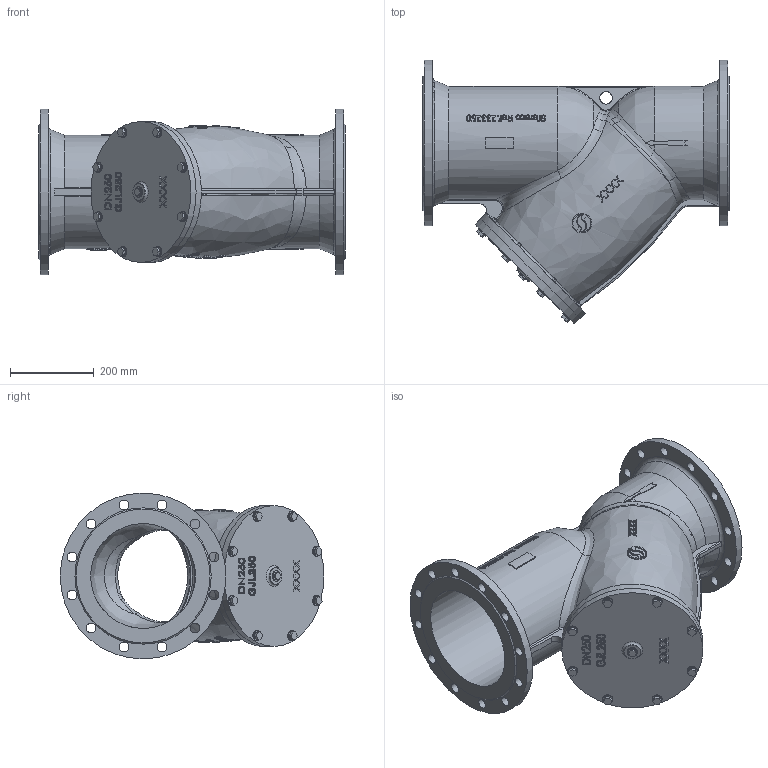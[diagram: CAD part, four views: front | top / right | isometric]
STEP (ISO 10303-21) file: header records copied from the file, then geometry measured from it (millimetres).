
FILE_DESCRIPTION(/* description */ ('233250'),/* implementation_level */ '2;1');
FILE_NAME(/* name */ '233250.stp',/* time_stamp */ '2016-12-12T16:40:14+01:00',/* author */ ('jmorand'),/* organization */ ('Sferaco'),/* preprocessor_version */ 'ST-DEVELOPER v16.5',/* originating_system */ 'Autodesk Inventor 2017',/* authorisation */ '');
FILE_SCHEMA (('AUTOMOTIVE_DESIGN { 1 0 10303 214 3 1 1 }'));
Products named in the file (1): 233250
Bounding box: 730 x 628.13 x 395 mm (x, y, z)
Volume: 12593063 mm3; surface area: 2159010.8 mm2
Topology: 19 solids, 19 shells, 1224 faces, 3254 edges, 2159 vertices
Faces by surface type: plane 576, bspline 485, cylinder 122, cone 27, torus 14
Full cylindrical faces by diameter (mm): 10.2 x8, 12 x8, 13 x8, 13.735 x1, 14 x8, 19 x2, 23 x24, 24 x8, 25.056 x1, 30 x1, 40 x1, 245 x1, 250 x2, 256 x3, 266 x1, 278 x1, 286 x1, 336 x2, 395 x2
Entity records: 68583 total; most frequent: CARTESIAN_POINT 41388, ORIENTED_EDGE 6180, DIRECTION 4372, EDGE_CURVE 3090, VERTEX_POINT 2102, EDGE_LOOP 1528, AXIS2_PLACEMENT_3D 1503, LINE 1366
